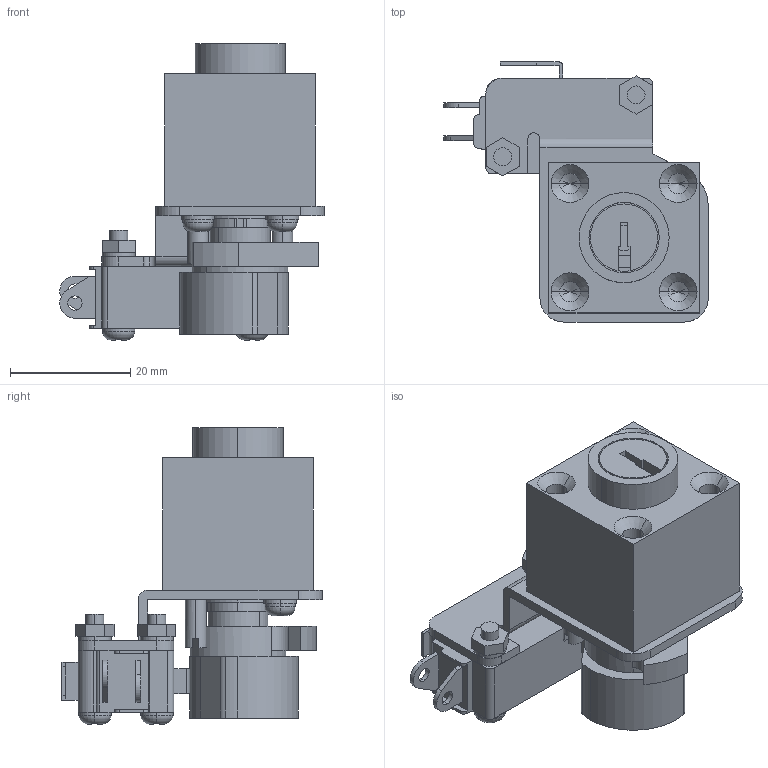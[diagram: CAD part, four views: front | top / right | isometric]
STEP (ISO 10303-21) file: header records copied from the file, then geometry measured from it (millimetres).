
FILE_DESCRIPTION (( 'STEP AP203' ), '1' );
FILE_NAME ('S-4-90-BC-1.STEP', '2012-04-05T06:05:48', ( '11sw' ), ( 'タキゲン製造株式会社' ), 'SwSTEP 2.0', 'SolidWorks 2011', '' );
FILE_SCHEMA (( 'CONFIG_CONTROL_DESIGN' ));
Length unit declared in the file: millimetre
Products named in the file (5): S-4-90-BC-1; S-4カム__ねじ付き; S-4僉乕僗僀僢僠__偹偠晅偒; S-4ストッパー_; S-4本体__90度回転
Assembly tree (4 placements, depth 2):
  S-4-90-BC-1
    S-4本体__90度回転
    S-4カム__ねじ付き
    S-4僉乕僗僀僢僠__偹偠晅偒
    S-4ストッパー_
Bounding box: 44 x 43.3 x 49.3 mm (x, y, z)
Volume: 24534.4 mm3; surface area: 11852.6 mm2
Topology: 4 solids, 4 shells, 397 faces, 1036 edges, 672 vertices
Faces by surface type: plane 268, cylinder 103, cone 16, torus 10
Entity records: 12858 total; most frequent: CARTESIAN_POINT 2512, ORIENTED_EDGE 2056, DIRECTION 2017, EDGE_CURVE 1028, LINE 695, VECTOR 695, VERTEX_POINT 672, AXIS2_PLACEMENT_3D 661
